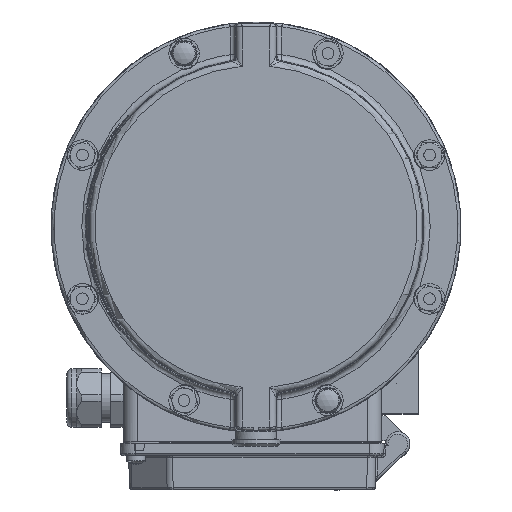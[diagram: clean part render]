
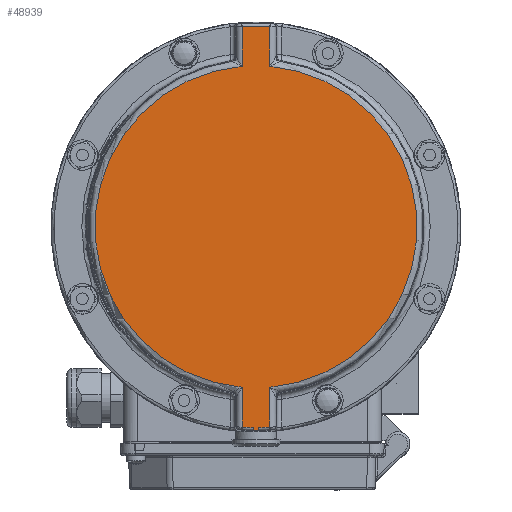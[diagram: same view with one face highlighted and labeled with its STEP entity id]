
A CAD part, top view. The second image highlights one B-rep face of the part: STEP entity #48939.
In plain terms, the highlighted planar face has unit normal (0, 0, 1).
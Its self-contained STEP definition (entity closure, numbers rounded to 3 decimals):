
#2504=LINE('',#84966,#5688);
#2505=LINE('',#84991,#5689);
#2506=LINE('',#84994,#5690);
#2507=LINE('',#84996,#5691);
#2508=LINE('',#85000,#5692);
#2509=LINE('',#85002,#5693);
#5688=VECTOR('',#60113,1.633);
#5689=VECTOR('',#60116,1.633);
#5690=VECTOR('',#60119,1.633);
#5691=VECTOR('',#60120,0.09);
#5692=VECTOR('',#60125,0.09);
#5693=VECTOR('',#60126,1.633);
#11665=FACE_OUTER_BOUND('',#14896,.T.);
#14896=EDGE_LOOP('',(#36107,#36108,#36109,#36110,#36111,#36112,#36113,#36114,
#36115,#36116,#36117,#36118,#36119,#36120));
#18170=CIRCLE('',#52565,8.23);
#18180=CIRCLE('',#52576,8.23);
#18182=CIRCLE('',#52579,8.35);
#18184=CIRCLE('',#52582,8.23);
#18195=CIRCLE('',#52609,6.602);
#18196=CIRCLE('',#52610,0.03);
#18197=CIRCLE('',#52611,0.03);
#18198=CIRCLE('',#52612,6.602);
#21271=VERTEX_POINT('',#83484);
#21273=VERTEX_POINT('',#83520);
#21287=VERTEX_POINT('',#83909);
#21290=VERTEX_POINT('',#83946);
#21293=VERTEX_POINT('',#83977);
#21294=VERTEX_POINT('',#83980);
#21296=VERTEX_POINT('',#84019);
#21297=VERTEX_POINT('',#84021);
#21347=VERTEX_POINT('',#84965);
#21348=VERTEX_POINT('',#84990);
#21349=VERTEX_POINT('',#84992);
#21350=VERTEX_POINT('',#84995);
#21351=VERTEX_POINT('',#84998);
#21352=VERTEX_POINT('',#85001);
#26756=EDGE_CURVE('',#21273,#21271,#18170,.T.);
#26779=EDGE_CURVE('',#21290,#21287,#18180,.T.);
#26783=EDGE_CURVE('',#21293,#21294,#18182,.T.);
#26786=EDGE_CURVE('',#21297,#21296,#18184,.T.);
#26863=EDGE_CURVE('',#21271,#21347,#2504,.T.);
#26865=EDGE_CURVE('',#21348,#21273,#2505,.T.);
#26866=EDGE_CURVE('',#21347,#21349,#18195,.T.);
#26867=EDGE_CURVE('',#21349,#21297,#2506,.T.);
#26868=EDGE_CURVE('',#21296,#21350,#2507,.T.);
#26869=EDGE_CURVE('',#21350,#21293,#18196,.T.);
#26870=EDGE_CURVE('',#21294,#21351,#18197,.T.);
#26871=EDGE_CURVE('',#21351,#21290,#2508,.T.);
#26872=EDGE_CURVE('',#21287,#21352,#2509,.T.);
#26873=EDGE_CURVE('',#21352,#21348,#18198,.T.);
#36107=ORIENTED_EDGE('',*,*,#26865,.T.);
#36108=ORIENTED_EDGE('',*,*,#26756,.T.);
#36109=ORIENTED_EDGE('',*,*,#26863,.T.);
#36110=ORIENTED_EDGE('',*,*,#26866,.T.);
#36111=ORIENTED_EDGE('',*,*,#26867,.T.);
#36112=ORIENTED_EDGE('',*,*,#26786,.T.);
#36113=ORIENTED_EDGE('',*,*,#26868,.T.);
#36114=ORIENTED_EDGE('',*,*,#26869,.T.);
#36115=ORIENTED_EDGE('',*,*,#26783,.T.);
#36116=ORIENTED_EDGE('',*,*,#26870,.T.);
#36117=ORIENTED_EDGE('',*,*,#26871,.T.);
#36118=ORIENTED_EDGE('',*,*,#26779,.T.);
#36119=ORIENTED_EDGE('',*,*,#26872,.T.);
#36120=ORIENTED_EDGE('',*,*,#26873,.T.);
#47184=PLANE('',#52608);
#48939=ADVANCED_FACE('',(#11665),#47184,.F.);
#52565=AXIS2_PLACEMENT_3D('',#83524,#59985,#59986);
#52576=AXIS2_PLACEMENT_3D('',#83974,#60007,#60008);
#52579=AXIS2_PLACEMENT_3D('',#83982,#60015,#60016);
#52582=AXIS2_PLACEMENT_3D('',#84022,#60021,#60022);
#52608=AXIS2_PLACEMENT_3D('',#84989,#60114,#60115);
#52609=AXIS2_PLACEMENT_3D('',#84993,#60117,#60118);
#52610=AXIS2_PLACEMENT_3D('',#84997,#60121,#60122);
#52611=AXIS2_PLACEMENT_3D('',#84999,#60123,#60124);
#52612=AXIS2_PLACEMENT_3D('',#85003,#60127,#60128);
#59985=DIRECTION('center_axis',(0.,0.,
1.));
#59986=DIRECTION('ref_axis',(1.,0.,0.));
#60007=DIRECTION('center_axis',(0.,0.,
1.));
#60008=DIRECTION('ref_axis',(1.,0.,0.));
#60015=DIRECTION('center_axis',(0.,0.,
1.));
#60016=DIRECTION('ref_axis',(-1.,0.,0.));
#60021=DIRECTION('center_axis',(0.,0.,
1.));
#60022=DIRECTION('ref_axis',(1.,0.,0.));
#60113=DIRECTION('',(0.,-1.,0.));
#60114=DIRECTION('center_axis',(0.,0.,
-1.));
#60115=DIRECTION('ref_axis',(1.,0.,0.));
#60116=DIRECTION('',(0.,1.,0.));
#60117=DIRECTION('center_axis',(0.,0.,
1.));
#60118=DIRECTION('ref_axis',(1.,0.,0.));
#60119=DIRECTION('',(0.,-1.,0.));
#60120=DIRECTION('',(0.,-1.,0.));
#60121=DIRECTION('center_axis',(0.,0.,
1.));
#60122=DIRECTION('ref_axis',(-1.,0.,0.));
#60123=DIRECTION('center_axis',(0.,0.,
1.));
#60124=DIRECTION('ref_axis',(1.,0.,0.));
#60125=DIRECTION('',(0.,1.,0.));
#60126=DIRECTION('',(0.,1.,0.));
#60127=DIRECTION('center_axis',(0.,0.,
1.));
#60128=DIRECTION('ref_axis',(1.,0.,0.));
#83484=CARTESIAN_POINT('',(-1.629,8.096,36.43));
#83520=CARTESIAN_POINT('',(-0.49,8.096,36.43));
#83524=CARTESIAN_POINT('Origin',(-1.059,-0.114,36.43));
#83909=CARTESIAN_POINT('',(-0.49,-8.324,36.43));
#83946=CARTESIAN_POINT('',(-0.959,-8.343,36.43));
#83974=CARTESIAN_POINT('Origin',(-1.059,-0.114,36.43));
#83977=CARTESIAN_POINT('',(-1.13,-8.464,36.43));
#83980=CARTESIAN_POINT('',(-0.989,-8.464,36.43));
#83982=CARTESIAN_POINT('Origin',(-1.059,-0.114,36.43));
#84019=CARTESIAN_POINT('',(-1.159,-8.343,36.43));
#84021=CARTESIAN_POINT('',(-1.629,-8.324,36.43));
#84022=CARTESIAN_POINT('Origin',(-1.059,-0.114,36.43));
#84965=CARTESIAN_POINT('',(-1.629,6.463,36.43));
#84966=CARTESIAN_POINT('',(-1.629,-0.114,36.43));
#84989=CARTESIAN_POINT('Origin',(5.841,-0.114,36.43));
#84990=CARTESIAN_POINT('',(-0.49,6.463,36.43));
#84991=CARTESIAN_POINT('',(-0.49,-0.114,36.43));
#84992=CARTESIAN_POINT('',(-1.629,-6.692,36.43));
#84993=CARTESIAN_POINT('Origin',(-1.059,-0.114,36.43));
#84994=CARTESIAN_POINT('',(-1.629,-0.114,36.43));
#84995=CARTESIAN_POINT('',(-1.159,-8.434,36.43));
#84996=CARTESIAN_POINT('',(-1.159,-8.343,36.43));
#84997=CARTESIAN_POINT('Origin',(-1.129,-8.434,36.43));
#84998=CARTESIAN_POINT('',(-0.959,-8.434,36.43));
#84999=CARTESIAN_POINT('Origin',(-0.989,-8.434,36.43));
#85000=CARTESIAN_POINT('',(-0.959,-8.343,36.43));
#85001=CARTESIAN_POINT('',(-0.49,-6.692,36.43));
#85002=CARTESIAN_POINT('',(-0.49,-0.114,36.43));
#85003=CARTESIAN_POINT('Origin',(-1.059,-0.114,36.43));
